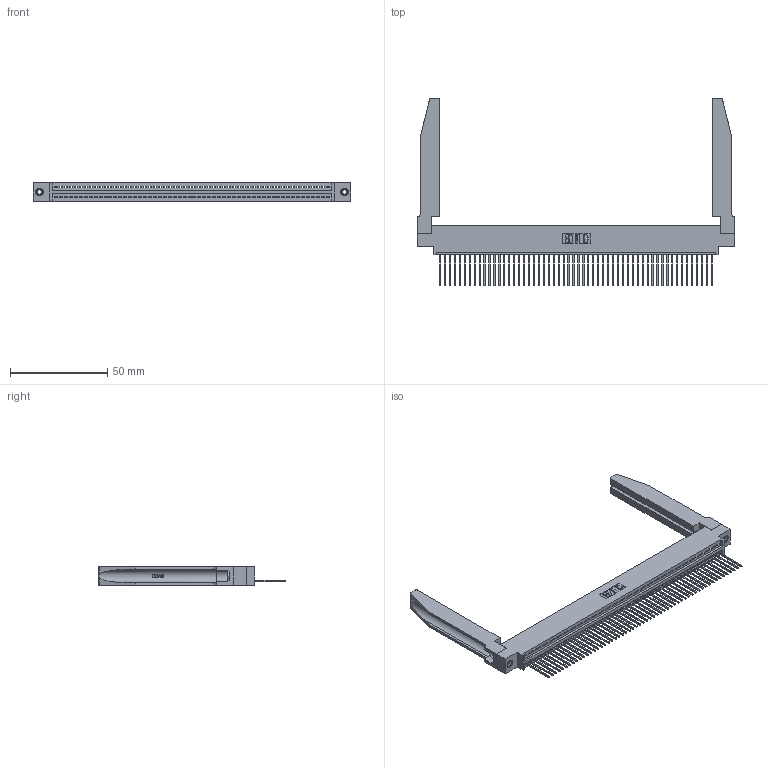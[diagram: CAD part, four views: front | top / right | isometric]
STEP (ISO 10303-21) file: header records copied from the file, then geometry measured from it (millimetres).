
FILE_DESCRIPTION (( 'STEP AP203' ), '1' );
FILE_NAME ('395-056-542-678.STEP', '2019-10-23T23:38:53', ( '' ), ( '' ), 'SwSTEP 2.0', 'SolidWorks 2016', '' );
FILE_SCHEMA (( 'CONFIG_CONTROL_DESIGN' ));
Length unit declared in the file: inch
Products named in the file (5): 345-292-001_345-293-142; 345-250-001_345-250-001-102; 345 Part_0.170 Offset - 0.156 Dia-TH; 395-056-542-678; 345-220-078_345-220-078
Assembly tree (61 placements, depth 2):
  395-056-542-678
    345 Part_0.170 Offset - 0.156 Dia-TH
    345-292-001_345-293-142  x56
    345-250-001_345-250-001-102  x2
    345-220-078_345-220-078  x2
Bounding box: 163.47 x 96.57 x 9.4 mm (x, y, z)
Volume: 23423.3 mm3; surface area: 28751.6 mm2
Topology: 61 solids, 61 shells, 3612 faces, 10817 edges, 7126 vertices
Faces by surface type: plane 2466, cylinder 1094, bspline 36, cone 12, torus 4
Entity records: 45152 total; most frequent: CARTESIAN_POINT 8719, ORIENTED_EDGE 7606, DIRECTION 6601, EDGE_CURVE 3803, LINE 3353, VECTOR 3353, VERTEX_POINT 2528, AXIS2_PLACEMENT_3D 1624
